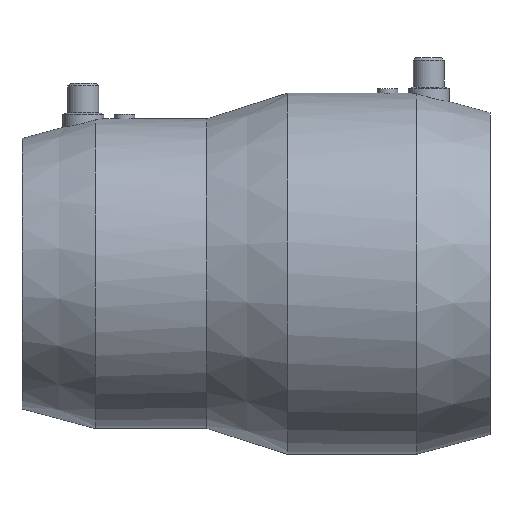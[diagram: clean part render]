
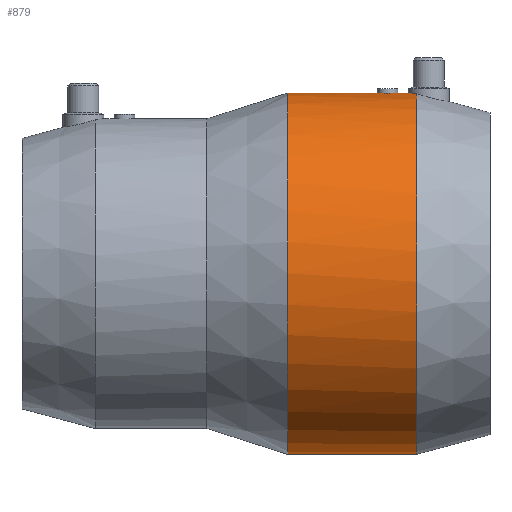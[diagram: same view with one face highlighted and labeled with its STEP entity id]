
A CAD part, top view. The second image highlights one B-rep face of the part: STEP entity #879.
In plain terms, the highlighted cylindrical face has radius 70.25 mm (diameter 140.5 mm), a partial arc.
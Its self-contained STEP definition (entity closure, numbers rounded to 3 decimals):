
#327 = VERTEX_POINT( '', #939 );
#377 = EDGE_CURVE( '', #765, #327, #993, .T. );
#395 = EDGE_CURVE( '', #763, #463, #1012, .T. );
#463 = VERTEX_POINT( '', #1086 );
#513 = VERTEX_POINT( '', #1142 );
#547 = VERTEX_POINT( '', #1179 );
#661 = VERTEX_POINT( '', #1306 );
#703 = EDGE_CURVE( '', #463, #547, #1353, .T. );
#719 = EDGE_CURVE( '', #661, #513, #1371, .T. );
#763 = VERTEX_POINT( '', #1429 );
#765 = VERTEX_POINT( '', #1431 );
#875 = EDGE_CURVE( '', #765, #661, #1556, .T. );
#879 = ADVANCED_FACE( '', ( #1560 ), #1561, .T. );
#881 = EDGE_CURVE( '', #547, #327, #1563, .T. );
#893 = EDGE_CURVE( '', #513, #763, #1575, .T. );
#939 = CARTESIAN_POINT( '', ( -6.227, 70.25, 0. ) );
#993 = CIRCLE( '', #1709, 70.25 );
#1012 = LINE( '', #1740, #1741 );
#1086 = CARTESIAN_POINT( '', ( 36.667, 70.25, 0. ) );
#1142 = CARTESIAN_POINT( '', ( 44.043, 69.946, 6.529 ) );
#1179 = CARTESIAN_POINT( '', ( 28.667, 70.25, 0. ) );
#1306 = CARTESIAN_POINT( '', ( 44.043, -70.25, 0. ) );
#1353 = B_SPLINE_CURVE_WITH_KNOTS( '', 3, ( #2413, #2414, #2415, #2416, #2417, #2418, #2419, #2420, #2421, #2422, #2423, #2424, #2425, #2426, #2427, #2428, #2429, #2430, #2431, #2432, #2433, #2434, #2435, #2436, #2437, #2438, #2439, #2440, #2441, #2442, #2443, #2444, #2445, #2446 ), .UNSPECIFIED., .F., .F., ( 4, 2, 2, 2, 2, 2, 2, 2, 2, 2, 2, 2, 2, 2, 2, 2, 4 ), ( 6.028, 6.782, 7.535, 8.289, 9.043, 9.796, 10.55, 11.303, 12.057, 12.81, 13.564, 14.317, 15.071, 15.825, 16.578, 17.332, 18.085 ), .UNSPECIFIED. );
#1371 = CIRCLE( '', #2469, 70.25 );
#1429 = CARTESIAN_POINT( '', ( 40.667, 70.25, 0. ) );
#1431 = CARTESIAN_POINT( '', ( -6.227, -70.25, 0. ) );
#1556 = LINE( '', #2766, #2767 );
#1560 = FACE_OUTER_BOUND( '', #2773, .T. );
#1561 = CYLINDRICAL_SURFACE( '', #2774, 70.25 );
#1563 = LINE( '', #2777, #2778 );
#1575 = B_SPLINE_CURVE_WITH_KNOTS( '', 3, ( #2793, #2794, #2795, #2796, #2797, #2798, #2799, #2800, #2801, #2802, #2803, #2804, #2805, #2806, #2807, #2808, #2809, #2810, #2811, #2812, #2813, #2814 ), .UNSPECIFIED., .F., .F., ( 4, 2, 2, 2, 2, 2, 2, 2, 2, 2, 4 ), ( 4.71, 6.033, 7.541, 9.049, 10.557, 12.065, 13.573, 15.082, 16.59, 18.098, 19.421 ), .UNSPECIFIED. );
#1709 = AXIS2_PLACEMENT_3D( '', #2969, #2970, #2971 );
#1740 = CARTESIAN_POINT( '', ( 18.908, 70.25, 0. ) );
#1741 = VECTOR( '', #2993, 1. );
#2413 = CARTESIAN_POINT( '', ( 36.667, 70.25, 0. ) );
#2414 = CARTESIAN_POINT( '', ( 36.667, 70.25, 0.251 ) );
#2415 = CARTESIAN_POINT( '', ( 36.643, 70.249, 0.511 ) );
#2416 = CARTESIAN_POINT( '', ( 36.541, 70.243, 1.028 ) );
#2417 = CARTESIAN_POINT( '', ( 36.464, 70.239, 1.285 ) );
#2418 = CARTESIAN_POINT( '', ( 36.26, 70.228, 1.777 ) );
#2419 = CARTESIAN_POINT( '', ( 36.133, 70.221, 2.013 ) );
#2420 = CARTESIAN_POINT( '', ( 35.839, 70.208, 2.45 ) );
#2421 = CARTESIAN_POINT( '', ( 35.673, 70.2, 2.651 ) );
#2422 = CARTESIAN_POINT( '', ( 35.318, 70.186, 3.006 ) );
#2423 = CARTESIAN_POINT( '', ( 35.117, 70.178, 3.173 ) );
#2424 = CARTESIAN_POINT( '', ( 34.68, 70.165, 3.466 ) );
#2425 = CARTESIAN_POINT( '', ( 34.444, 70.158, 3.593 ) );
#2426 = CARTESIAN_POINT( '', ( 33.951, 70.147, 3.798 ) );
#2427 = CARTESIAN_POINT( '', ( 33.694, 70.143, 3.875 ) );
#2428 = CARTESIAN_POINT( '', ( 33.178, 70.137, 3.976 ) );
#2429 = CARTESIAN_POINT( '', ( 32.918, 70.136, 4. ) );
#2430 = CARTESIAN_POINT( '', ( 32.415, 70.136, 4. ) );
#2431 = CARTESIAN_POINT( '', ( 32.156, 70.137, 3.976 ) );
#2432 = CARTESIAN_POINT( '', ( 31.639, 70.143, 3.875 ) );
#2433 = CARTESIAN_POINT( '', ( 31.382, 70.147, 3.798 ) );
#2434 = CARTESIAN_POINT( '', ( 30.889, 70.158, 3.593 ) );
#2435 = CARTESIAN_POINT( '', ( 30.653, 70.165, 3.466 ) );
#2436 = CARTESIAN_POINT( '', ( 30.216, 70.178, 3.173 ) );
#2437 = CARTESIAN_POINT( '', ( 30.016, 70.186, 3.006 ) );
#2438 = CARTESIAN_POINT( '', ( 29.661, 70.2, 2.651 ) );
#2439 = CARTESIAN_POINT( '', ( 29.494, 70.208, 2.45 ) );
#2440 = CARTESIAN_POINT( '', ( 29.2, 70.221, 2.013 ) );
#2441 = CARTESIAN_POINT( '', ( 29.073, 70.228, 1.777 ) );
#2442 = CARTESIAN_POINT( '', ( 28.869, 70.239, 1.285 ) );
#2443 = CARTESIAN_POINT( '', ( 28.792, 70.243, 1.028 ) );
#2444 = CARTESIAN_POINT( '', ( 28.691, 70.249, 0.511 ) );
#2445 = CARTESIAN_POINT( '', ( 28.667, 70.25, 0.251 ) );
#2446 = CARTESIAN_POINT( '', ( 28.667, 70.25, 0. ) );
#2469 = AXIS2_PLACEMENT_3D( '', #3395, #3396, #3397 );
#2766 = CARTESIAN_POINT( '', ( 18.908, -70.25, 0. ) );
#2767 = VECTOR( '', #3671, 1. );
#2773 = EDGE_LOOP( '', ( #3674, #3675, #3676, #3677, #3678, #3679, #3680 ) );
#2774 = AXIS2_PLACEMENT_3D( '', #3681, #3682, #3683 );
#2777 = CARTESIAN_POINT( '', ( 18.908, 70.25, 0. ) );
#2778 = VECTOR( '', #3684, 1. );
#2793 = CARTESIAN_POINT( '', ( 44.043, 69.946, 6.529 ) );
#2794 = CARTESIAN_POINT( '', ( 43.668, 69.971, 6.263 ) );
#2795 = CARTESIAN_POINT( '', ( 43.321, 69.997, 5.968 ) );
#2796 = CARTESIAN_POINT( '', ( 42.655, 70.051, 5.302 ) );
#2797 = CARTESIAN_POINT( '', ( 42.322, 70.08, 4.901 ) );
#2798 = CARTESIAN_POINT( '', ( 41.735, 70.136, 4.028 ) );
#2799 = CARTESIAN_POINT( '', ( 41.48, 70.162, 3.555 ) );
#2800 = CARTESIAN_POINT( '', ( 41.072, 70.205, 2.57 ) );
#2801 = CARTESIAN_POINT( '', ( 40.917, 70.222, 2.056 ) );
#2802 = CARTESIAN_POINT( '', ( 40.715, 70.244, 1.022 ) );
#2803 = CARTESIAN_POINT( '', ( 40.667, 70.25, 0.503 ) );
#2804 = CARTESIAN_POINT( '', ( 40.667, 70.25, -0.503 ) );
#2805 = CARTESIAN_POINT( '', ( 40.715, 70.244, -1.022 ) );
#2806 = CARTESIAN_POINT( '', ( 40.917, 70.222, -2.056 ) );
#2807 = CARTESIAN_POINT( '', ( 41.072, 70.205, -2.57 ) );
#2808 = CARTESIAN_POINT( '', ( 41.48, 70.162, -3.555 ) );
#2809 = CARTESIAN_POINT( '', ( 41.735, 70.136, -4.028 ) );
#2810 = CARTESIAN_POINT( '', ( 42.322, 70.08, -4.901 ) );
#2811 = CARTESIAN_POINT( '', ( 42.655, 70.051, -5.302 ) );
#2812 = CARTESIAN_POINT( '', ( 43.321, 69.997, -5.968 ) );
#2813 = CARTESIAN_POINT( '', ( 43.668, 69.971, -6.263 ) );
#2814 = CARTESIAN_POINT( '', ( 44.043, 69.946, -6.529 ) );
#2969 = CARTESIAN_POINT( '', ( -6.227, 0., 0. ) );
#2970 = DIRECTION( '', ( -1., 0., 0. ) );
#2971 = DIRECTION( '', ( 0., 1., 0. ) );
#2993 = DIRECTION( '', ( -1., 0., 0. ) );
#3395 = CARTESIAN_POINT( '', ( 44.043, 0., 0. ) );
#3396 = DIRECTION( '', ( -1., 0., 0. ) );
#3397 = DIRECTION( '', ( 0., 1., 0. ) );
#3671 = DIRECTION( '', ( 1., 0., 0. ) );
#3674 = ORIENTED_EDGE( '', *, *, #395, .T. );
#3675 = ORIENTED_EDGE( '', *, *, #703, .T. );
#3676 = ORIENTED_EDGE( '', *, *, #881, .T. );
#3677 = ORIENTED_EDGE( '', *, *, #377, .F. );
#3678 = ORIENTED_EDGE( '', *, *, #875, .T. );
#3679 = ORIENTED_EDGE( '', *, *, #719, .T. );
#3680 = ORIENTED_EDGE( '', *, *, #893, .T. );
#3681 = CARTESIAN_POINT( '', ( 18.908, 0., 0. ) );
#3682 = DIRECTION( '', ( 1., 0., 0. ) );
#3683 = DIRECTION( '', ( 0., 1., 0. ) );
#3684 = DIRECTION( '', ( -1., 0., 0. ) );
